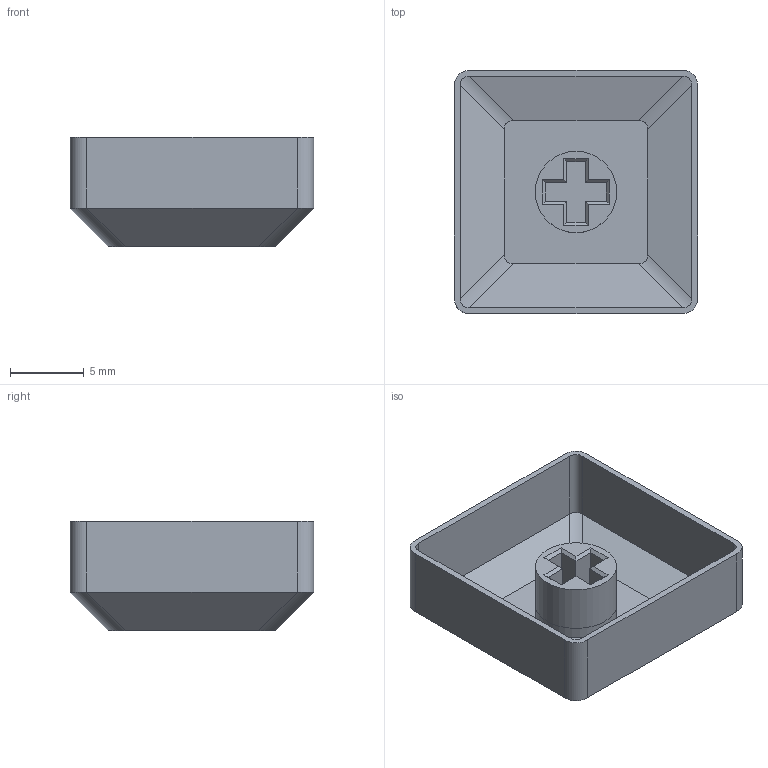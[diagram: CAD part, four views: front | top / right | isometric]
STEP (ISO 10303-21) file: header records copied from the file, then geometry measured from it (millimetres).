
FILE_DESCRIPTION(/* description */ ('STEP AP242 Edition 2','CAx-IF Rec.Pracs.---Representation and Presentation of Product Manufacturing Information (PMI)---4.0---2014-10-13','CAx-IF Rec.Pracs.---3D Tessellated Geometry---0.4---2014-09-14','2;1','CAx-IF Rec.Pracs.---User Defined Attributes---1.5---2016-08-15'),/* implementation_level */ '2;1');
FILE_NAME(/* name */ '697d23960c2f8cb1dd2d9d7f',/* time_stamp */ '2026-01-30T21:33:10Z',/* author */ (''),/* organization */ (''),/* preprocessor_version */ 'ST-DEVELOPER v20',/* originating_system */ 'ONSHAPE BY PTC INC, 1.210',/* authorisation */ ' ');
FILE_SCHEMA (('AP242_MANAGED_MODEL_BASED_3D_ENGINEERING_MIM_LF { 1 0 10303 442 3 1 4 }'));
Length unit declared in the file: metre
Products named in the file (5): Stem; Body; Rim; Part 4; Part 5
Bounding box: 16.5 x 16.5 x 7.4 mm (x, y, z)
Volume: 561.2 mm3; surface area: 1481.5 mm2
Topology: 5 solids, 5 shells, 95 faces, 228 edges, 148 vertices
Faces by surface type: plane 71, cylinder 16, bspline 8
Full cylindrical faces by diameter (mm): 4.62 x2, 5.5 x2
Entity records: 2879 total; most frequent: CARTESIAN_POINT 528, DIRECTION 456, ORIENTED_EDGE 448, EDGE_CURVE 224, LINE 176, VECTOR 176, VERTEX_POINT 148, AXIS2_PLACEMENT_3D 140
